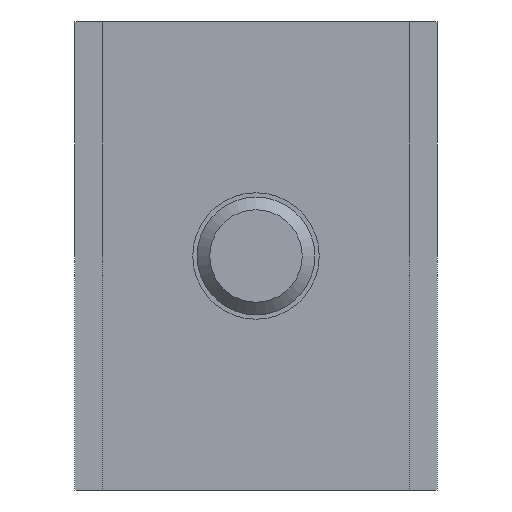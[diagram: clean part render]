
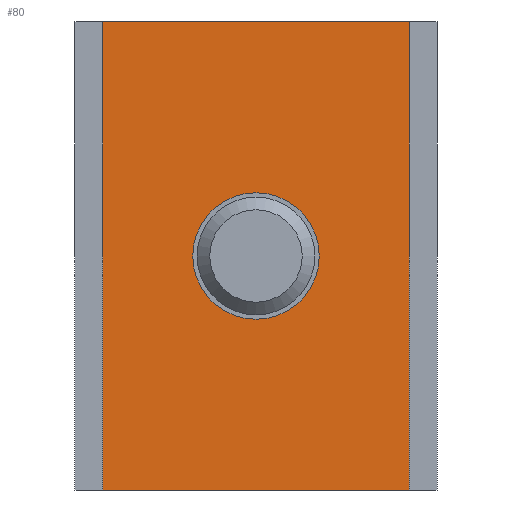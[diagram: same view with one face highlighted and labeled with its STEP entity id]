
A CAD part, front view. The second image highlights one B-rep face of the part: STEP entity #80.
In plain terms, the highlighted planar face has unit normal (0, -1, 0).
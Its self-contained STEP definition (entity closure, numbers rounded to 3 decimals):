
#80 = ADVANCED_FACE( '', ( #199, #200 ), #201, .F. );
#199 = FACE_BOUND( '', #366, .T. );
#200 = FACE_OUTER_BOUND( '', #367, .T. );
#201 = PLANE( '', #368 );
#366 = EDGE_LOOP( '', ( #567 ) );
#367 = EDGE_LOOP( '', ( #568, #569, #570, #571 ) );
#368 = AXIS2_PLACEMENT_3D( '', #572, #573, #574 );
#567 = ORIENTED_EDGE( '', *, *, #974, .T. );
#568 = ORIENTED_EDGE( '', *, *, #956, .T. );
#569 = ORIENTED_EDGE( '', *, *, #975, .F. );
#570 = ORIENTED_EDGE( '', *, *, #976, .F. );
#571 = ORIENTED_EDGE( '', *, *, #977, .T. );
#572 = CARTESIAN_POINT( '', ( -5.2, 0., 7.95 ) );
#573 = DIRECTION( '', ( 0., 1., 0. ) );
#574 = DIRECTION( '', ( 0., 0., 1. ) );
#956 = EDGE_CURVE( '', #1142, #1140, #1143, .T. );
#974 = EDGE_CURVE( '', #1172, #1172, #1173, .T. );
#975 = EDGE_CURVE( '', #1174, #1140, #1175, .T. );
#976 = EDGE_CURVE( '', #1176, #1174, #1177, .T. );
#977 = EDGE_CURVE( '', #1176, #1142, #1178, .T. );
#1140 = VERTEX_POINT( '', #1398 );
#1142 = VERTEX_POINT( '', #1401 );
#1143 = LINE( '', #1402, #1403 );
#1172 = VERTEX_POINT( '', #1442 );
#1173 = CIRCLE( '', #1443, 2.15 );
#1174 = VERTEX_POINT( '', #1444 );
#1175 = LINE( '', #1445, #1446 );
#1176 = VERTEX_POINT( '', #1447 );
#1177 = LINE( '', #1448, #1449 );
#1178 = LINE( '', #1450, #1451 );
#1398 = CARTESIAN_POINT( '', ( 5.2, 0., -7.95 ) );
#1401 = CARTESIAN_POINT( '', ( -5.2, 0., -7.95 ) );
#1402 = CARTESIAN_POINT( '', ( -5.2, 0., -7.95 ) );
#1403 = VECTOR( '', #1703, 1000. );
#1442 = CARTESIAN_POINT( '', ( 2.15, 0., 0. ) );
#1443 = AXIS2_PLACEMENT_3D( '', #1723, #1724, #1725 );
#1444 = CARTESIAN_POINT( '', ( 5.2, 0., 7.95 ) );
#1445 = CARTESIAN_POINT( '', ( 5.2, 0., 7.95 ) );
#1446 = VECTOR( '', #1726, 1000. );
#1447 = CARTESIAN_POINT( '', ( -5.2, 0., 7.95 ) );
#1448 = CARTESIAN_POINT( '', ( -5.2, 0., 7.95 ) );
#1449 = VECTOR( '', #1727, 1000. );
#1450 = CARTESIAN_POINT( '', ( -5.2, 0., 7.95 ) );
#1451 = VECTOR( '', #1728, 1000. );
#1703 = DIRECTION( '', ( 1., 0., 0. ) );
#1723 = CARTESIAN_POINT( '', ( 0., 0., 0. ) );
#1724 = DIRECTION( '', ( 0., 1., 0. ) );
#1725 = DIRECTION( '', ( 1., 0., 0. ) );
#1726 = DIRECTION( '', ( 0., 0., -1. ) );
#1727 = DIRECTION( '', ( 1., 0., 0. ) );
#1728 = DIRECTION( '', ( 0., 0., -1. ) );
